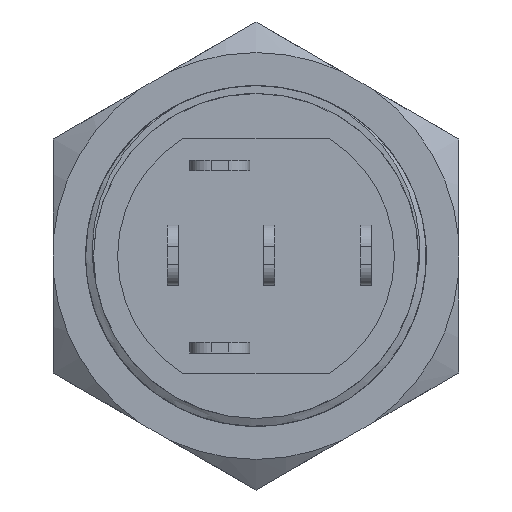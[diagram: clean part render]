
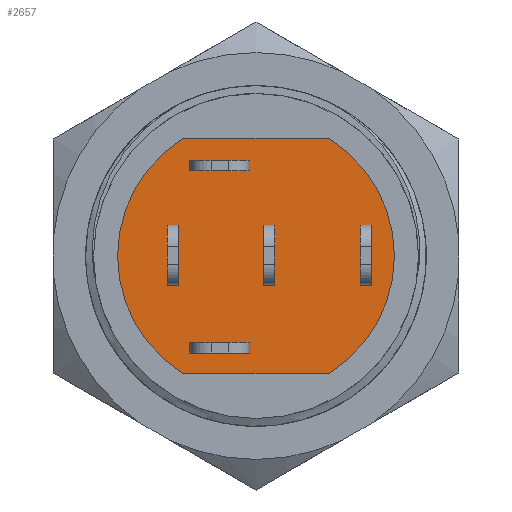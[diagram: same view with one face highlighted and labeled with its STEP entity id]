
A CAD part, front view. The second image highlights one B-rep face of the part: STEP entity #2657.
In plain terms, the highlighted planar face has unit normal (0, -1, 0).
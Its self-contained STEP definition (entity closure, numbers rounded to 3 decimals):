
#159=FACE_BOUND('',#499,.T.);
#160=FACE_BOUND('',#500,.T.);
#161=FACE_BOUND('',#501,.T.);
#162=FACE_BOUND('',#502,.T.);
#163=FACE_BOUND('',#503,.T.);
#214=PLANE('',#2886);
#336=FACE_OUTER_BOUND('',#498,.T.);
#498=EDGE_LOOP('',(#2208,#2209,#2210,#2211));
#499=EDGE_LOOP('',(#2212,#2213,#2214,#2215));
#500=EDGE_LOOP('',(#2216,#2217,#2218,#2219));
#501=EDGE_LOOP('',(#2220,#2221,#2222,#2223));
#502=EDGE_LOOP('',(#2224,#2225,#2226,#2227));
#503=EDGE_LOOP('',(#2228,#2229,#2230,#2231));
#609=LINE('',#7478,#797);
#613=LINE('',#7490,#801);
#615=LINE('',#7493,#803);
#620=LINE('',#7511,#808);
#625=LINE('',#7523,#813);
#628=LINE('',#7528,#816);
#629=LINE('',#7530,#817);
#630=LINE('',#7532,#818);
#659=LINE('',#7622,#847);
#668=LINE('',#7649,#856);
#676=LINE('',#7672,#864);
#683=LINE('',#7690,#871);
#685=LINE('',#7693,#873);
#686=LINE('',#7695,#874);
#687=LINE('',#7698,#875);
#690=LINE('',#7703,#878);
#691=LINE('',#7705,#879);
#693=LINE('',#7709,#881);
#695=LINE('',#7713,#883);
#696=LINE('',#7715,#884);
#700=LINE('',#7729,#888);
#704=LINE('',#7739,#892);
#797=VECTOR('',#3198,10.);
#801=VECTOR('',#3210,10.);
#803=VECTOR('',#3214,10.);
#808=VECTOR('',#3229,10.);
#813=VECTOR('',#3242,10.);
#816=VECTOR('',#3247,10.);
#817=VECTOR('',#3250,10.);
#818=VECTOR('',#3253,10.);
#847=VECTOR('',#3340,10.);
#856=VECTOR('',#3365,10.);
#864=VECTOR('',#3385,10.);
#871=VECTOR('',#3404,10.);
#873=VECTOR('',#3408,10.);
#874=VECTOR('',#3411,10.);
#875=VECTOR('',#3414,10.);
#878=VECTOR('',#3419,10.);
#879=VECTOR('',#3422,10.);
#881=VECTOR('',#3426,10.);
#883=VECTOR('',#3430,10.);
#884=VECTOR('',#3433,10.);
#888=VECTOR('',#3445,10.);
#892=VECTOR('',#3457,10.);
#984=CIRCLE('',#2880,6.453);
#986=CIRCLE('',#2884,6.453);
#1120=VERTEX_POINT('',#7475);
#1121=VERTEX_POINT('',#7477);
#1124=VERTEX_POINT('',#7487);
#1125=VERTEX_POINT('',#7489);
#1132=VERTEX_POINT('',#7508);
#1133=VERTEX_POINT('',#7510);
#1136=VERTEX_POINT('',#7522);
#1137=VERTEX_POINT('',#7526);
#1168=VERTEX_POINT('',#7619);
#1169=VERTEX_POINT('',#7621);
#1178=VERTEX_POINT('',#7646);
#1179=VERTEX_POINT('',#7648);
#1187=VERTEX_POINT('',#7669);
#1188=VERTEX_POINT('',#7671);
#1192=VERTEX_POINT('',#7687);
#1193=VERTEX_POINT('',#7689);
#1194=VERTEX_POINT('',#7697);
#1195=VERTEX_POINT('',#7701);
#1196=VERTEX_POINT('',#7707);
#1197=VERTEX_POINT('',#7711);
#1200=VERTEX_POINT('',#7720);
#1201=VERTEX_POINT('',#7722);
#1203=VERTEX_POINT('',#7728);
#1205=VERTEX_POINT('',#7734);
#1432=EDGE_CURVE('',#1121,#1120,#609,.T.);
#1438=EDGE_CURVE('',#1125,#1124,#613,.T.);
#1440=EDGE_CURVE('',#1124,#1121,#615,.T.);
#1448=EDGE_CURVE('',#1133,#1132,#620,.T.);
#1454=EDGE_CURVE('',#1136,#1133,#625,.T.);
#1457=EDGE_CURVE('',#1132,#1137,#628,.T.);
#1458=EDGE_CURVE('',#1137,#1136,#629,.T.);
#1459=EDGE_CURVE('',#1120,#1125,#630,.T.);
#1503=EDGE_CURVE('',#1169,#1168,#659,.T.);
#1516=EDGE_CURVE('',#1179,#1178,#668,.T.);
#1527=EDGE_CURVE('',#1188,#1187,#676,.T.);
#1536=EDGE_CURVE('',#1193,#1192,#683,.T.);
#1538=EDGE_CURVE('',#1192,#1169,#685,.T.);
#1539=EDGE_CURVE('',#1168,#1193,#686,.T.);
#1540=EDGE_CURVE('',#1194,#1179,#687,.T.);
#1543=EDGE_CURVE('',#1178,#1195,#690,.T.);
#1544=EDGE_CURVE('',#1195,#1194,#691,.T.);
#1546=EDGE_CURVE('',#1187,#1196,#693,.T.);
#1548=EDGE_CURVE('',#1196,#1197,#695,.T.);
#1549=EDGE_CURVE('',#1197,#1188,#696,.T.);
#1552=EDGE_CURVE('',#1201,#1200,#984,.T.);
#1555=EDGE_CURVE('',#1203,#1201,#700,.T.);
#1558=EDGE_CURVE('',#1205,#1203,#986,.T.);
#1561=EDGE_CURVE('',#1200,#1205,#704,.T.);
#2208=ORIENTED_EDGE('',*,*,#1561,.T.);
#2209=ORIENTED_EDGE('',*,*,#1558,.T.);
#2210=ORIENTED_EDGE('',*,*,#1555,.T.);
#2211=ORIENTED_EDGE('',*,*,#1552,.T.);
#2212=ORIENTED_EDGE('',*,*,#1454,.T.);
#2213=ORIENTED_EDGE('',*,*,#1448,.T.);
#2214=ORIENTED_EDGE('',*,*,#1457,.T.);
#2215=ORIENTED_EDGE('',*,*,#1458,.T.);
#2216=ORIENTED_EDGE('',*,*,#1440,.T.);
#2217=ORIENTED_EDGE('',*,*,#1432,.T.);
#2218=ORIENTED_EDGE('',*,*,#1459,.T.);
#2219=ORIENTED_EDGE('',*,*,#1438,.T.);
#2220=ORIENTED_EDGE('',*,*,#1536,.T.);
#2221=ORIENTED_EDGE('',*,*,#1538,.T.);
#2222=ORIENTED_EDGE('',*,*,#1503,.T.);
#2223=ORIENTED_EDGE('',*,*,#1539,.T.);
#2224=ORIENTED_EDGE('',*,*,#1540,.T.);
#2225=ORIENTED_EDGE('',*,*,#1516,.T.);
#2226=ORIENTED_EDGE('',*,*,#1543,.T.);
#2227=ORIENTED_EDGE('',*,*,#1544,.T.);
#2228=ORIENTED_EDGE('',*,*,#1527,.T.);
#2229=ORIENTED_EDGE('',*,*,#1546,.T.);
#2230=ORIENTED_EDGE('',*,*,#1548,.T.);
#2231=ORIENTED_EDGE('',*,*,#1549,.T.);
#2657=ADVANCED_FACE('',(#336,#159,#160,#161,#162,#163),#214,.T.);
#2880=AXIS2_PLACEMENT_3D('',#7723,#3439,#3440);
#2884=AXIS2_PLACEMENT_3D('',#7735,#3451,#3452);
#2886=AXIS2_PLACEMENT_3D('',#7740,#3458,#3459);
#3198=DIRECTION('',(-1.,0.,0.));
#3210=DIRECTION('',(1.,0.,0.));
#3214=DIRECTION('',(0.,0.,-1.));
#3229=DIRECTION('',(1.,0.,0.));
#3242=DIRECTION('',(0.,0.,1.));
#3247=DIRECTION('',(0.,0.,-1.));
#3250=DIRECTION('',(-1.,0.,0.));
#3253=DIRECTION('',(0.,0.,1.));
#3340=DIRECTION('',(0.,0.,1.));
#3365=DIRECTION('',(0.,0.,-1.));
#3385=DIRECTION('',(0.,0.,-1.));
#3404=DIRECTION('',(0.,0.,-1.));
#3408=DIRECTION('',(-1.,0.,0.));
#3411=DIRECTION('',(1.,0.,0.));
#3414=DIRECTION('',(1.,0.,0.));
#3419=DIRECTION('',(-1.,0.,0.));
#3422=DIRECTION('',(0.,0.,1.));
#3426=DIRECTION('',(-1.,0.,0.));
#3430=DIRECTION('',(0.,0.,1.));
#3433=DIRECTION('',(1.,0.,0.));
#3439=DIRECTION('center_axis',(0.,-1.,0.));
#3440=DIRECTION('ref_axis',(1.,0.,0.));
#3445=DIRECTION('',(-1.,0.,0.));
#3451=DIRECTION('center_axis',(0.,-1.,0.));
#3452=DIRECTION('ref_axis',(1.,0.,0.));
#3457=DIRECTION('',(1.,0.,0.));
#3458=DIRECTION('center_axis',(0.,-1.,0.));
#3459=DIRECTION('ref_axis',(0.,0.,-1.));
#7475=CARTESIAN_POINT('',(-3.091,-25.33,-4.524));
#7477=CARTESIAN_POINT('',(-0.291,-25.33,-4.524));
#7478=CARTESIAN_POINT('',(-1.545,-25.33,-4.524));
#7487=CARTESIAN_POINT('',(-0.291,-25.33,-4.024));
#7489=CARTESIAN_POINT('',(-3.091,-25.33,-4.024));
#7490=CARTESIAN_POINT('',(-0.145,-25.33,-4.024));
#7493=CARTESIAN_POINT('',(-0.291,-25.33,-2.262));
#7508=CARTESIAN_POINT('',(-0.291,-25.33,4.476));
#7510=CARTESIAN_POINT('',(-3.091,-25.33,4.476));
#7511=CARTESIAN_POINT('',(-0.145,-25.33,4.476));
#7522=CARTESIAN_POINT('',(-3.091,-25.33,3.976));
#7523=CARTESIAN_POINT('',(-3.091,-25.33,2.238));
#7526=CARTESIAN_POINT('',(-0.291,-25.33,3.976));
#7528=CARTESIAN_POINT('',(-0.291,-25.33,1.988));
#7530=CARTESIAN_POINT('',(-1.545,-25.33,3.976));
#7532=CARTESIAN_POINT('',(-3.091,-25.33,-2.012));
#7619=CARTESIAN_POINT('',(-4.143,-25.33,1.438));
#7621=CARTESIAN_POINT('',(-4.143,-25.33,-1.384));
#7622=CARTESIAN_POINT('',(-4.143,-25.33,0.719));
#7646=CARTESIAN_POINT('',(0.881,-25.33,-1.384));
#7648=CARTESIAN_POINT('',(0.881,-25.33,1.438));
#7649=CARTESIAN_POINT('',(0.881,-25.33,-0.692));
#7669=CARTESIAN_POINT('',(5.381,-25.33,-1.384));
#7671=CARTESIAN_POINT('',(5.381,-25.33,1.438));
#7672=CARTESIAN_POINT('',(5.381,-25.33,-0.692));
#7687=CARTESIAN_POINT('',(-3.619,-25.33,-1.384));
#7689=CARTESIAN_POINT('',(-3.619,-25.33,1.438));
#7690=CARTESIAN_POINT('',(-3.619,-25.33,-0.692));
#7693=CARTESIAN_POINT('',(-2.071,-25.33,-1.384));
#7695=CARTESIAN_POINT('',(-1.81,-25.33,1.438));
#7697=CARTESIAN_POINT('',(0.357,-25.33,1.438));
#7698=CARTESIAN_POINT('',(0.44,-25.33,1.438));
#7701=CARTESIAN_POINT('',(0.357,-25.33,-1.384));
#7703=CARTESIAN_POINT('',(0.179,-25.33,-1.384));
#7705=CARTESIAN_POINT('',(0.357,-25.33,0.719));
#7707=CARTESIAN_POINT('',(4.857,-25.33,-1.384));
#7709=CARTESIAN_POINT('',(2.429,-25.33,-1.384));
#7711=CARTESIAN_POINT('',(4.857,-25.33,1.438));
#7713=CARTESIAN_POINT('',(4.857,-25.33,0.719));
#7715=CARTESIAN_POINT('',(2.69,-25.33,1.438));
#7720=CARTESIAN_POINT('',(-3.406,-25.33,-5.48));
#7722=CARTESIAN_POINT('',(-3.406,-25.33,5.48));
#7723=CARTESIAN_POINT('Origin',(0.,-25.33,0.));
#7728=CARTESIAN_POINT('',(3.406,-25.33,5.48));
#7729=CARTESIAN_POINT('',(1.703,-25.33,5.48));
#7734=CARTESIAN_POINT('',(3.406,-25.33,-5.48));
#7735=CARTESIAN_POINT('Origin',(0.,-25.33,0.));
#7739=CARTESIAN_POINT('',(-1.703,-25.33,-5.48));
#7740=CARTESIAN_POINT('Origin',(0.,-25.33,0.));
